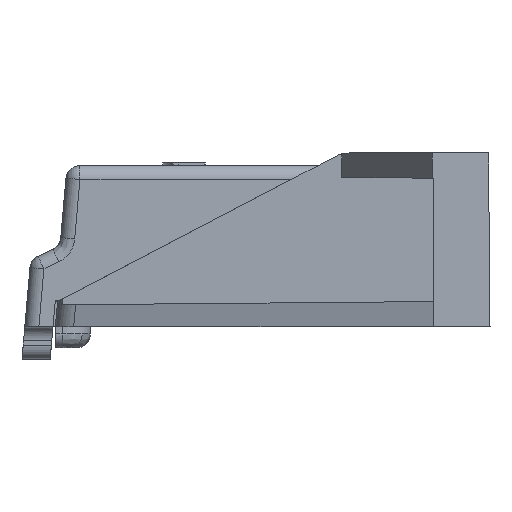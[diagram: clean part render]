
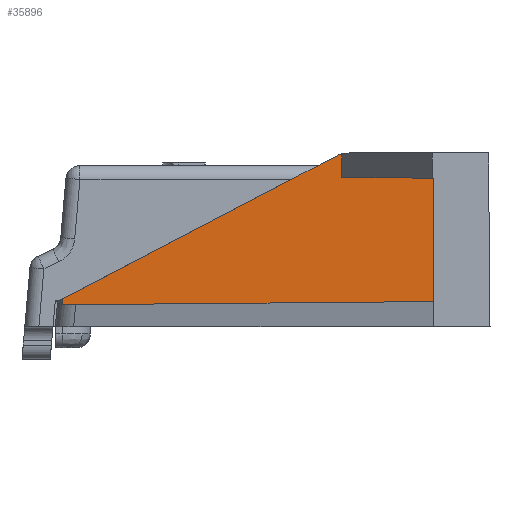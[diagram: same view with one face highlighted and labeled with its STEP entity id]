
A CAD part, left-side view. The second image highlights one B-rep face of the part: STEP entity #35896.
In plain terms, the highlighted planar face has unit normal (-1, 0.009, 0).
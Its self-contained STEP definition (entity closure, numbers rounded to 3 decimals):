
#858 = AXIS2_PLACEMENT_3D ( 'NONE', #28220, #8961, #37757 ) ;
#1167 = CARTESIAN_POINT ( 'NONE',  ( -40.949, 5.087, 9.744 ) ) ;
#2152 = VECTOR ( 'NONE', #37163, 1000. ) ;
#4378 = VERTEX_POINT ( 'NONE', #20745 ) ;
#4762 = CARTESIAN_POINT ( 'NONE',  ( -40.991, 0.308, 12.239 ) ) ;
#6079 = ORIENTED_EDGE ( 'NONE', *, *, #28573, .T. ) ;
#6528 = EDGE_CURVE ( 'NONE', #4378, #29333, #25746, .T. ) ;
#6792 = VERTEX_POINT ( 'NONE', #21466 ) ;
#6806 = VERTEX_POINT ( 'NONE', #18721 ) ;
#7419 = CARTESIAN_POINT ( 'NONE',  ( -40.819, 19.984, 1.569 ) ) ;
#8179 = EDGE_CURVE ( 'NONE', #23537, #18797, #17648, .T. ) ;
#8456 = DIRECTION ( 'NONE',  ( 0.009, 1., 0.009 ) ) ;
#8961 = DIRECTION ( 'NONE',  ( -1., 0.009, 0. ) ) ;
#9388 = CARTESIAN_POINT ( 'NONE',  ( -40.819, 19.984, 1.569 ) ) ;
#10304 = DIRECTION ( 'NONE',  ( 0., 0., -1. ) ) ;
#10892 = CARTESIAN_POINT ( 'NONE',  ( -40.993, 0.037, 12.329 ) ) ;
#11445 = EDGE_CURVE ( 'NONE', #34772, #29333, #33480, .T. ) ;
#11602 = CARTESIAN_POINT ( 'NONE',  ( -41.047, -6.142, 10.603 ) ) ;
#13488 = VECTOR ( 'NONE', #8456, 1000. ) ;
#13691 = CARTESIAN_POINT ( 'NONE',  ( -41.05, -6.5, 0. ) ) ;
#14168 = DIRECTION ( 'NONE',  ( -0.009, -1., 0.009 ) ) ;
#15649 = ORIENTED_EDGE ( 'NONE', *, *, #6528, .F. ) ;
#17636 = CARTESIAN_POINT ( 'NONE',  ( -40.989, 0.435, 12.173 ) ) ;
#17648 =( BOUNDED_CURVE ( )  B_SPLINE_CURVE ( 3, ( #10892, #33786, #4762, #17636 ),
 .UNSPECIFIED., .F., .T. ) 
 B_SPLINE_CURVE_WITH_KNOTS ( ( 4, 4 ),
 ( 4.979, 5.194 ),
 .UNSPECIFIED. ) 
 CURVE ( )  GEOMETRIC_REPRESENTATION_ITEM ( )  RATIONAL_B_SPLINE_CURVE ( ( 1., 0.996, 0.996, 1. ) ) 
 REPRESENTATION_ITEM ( '' )  );
#18047 = LINE ( 'NONE', #1167, #2152 ) ;
#18287 = ORIENTED_EDGE ( 'NONE', *, *, #33602, .T. ) ;
#18506 = CARTESIAN_POINT ( 'NONE',  ( -40.989, 0.435, 12.173 ) ) ;
#18721 = CARTESIAN_POINT ( 'NONE',  ( -40.819, 19.955, 1.98 ) ) ;
#18797 = VERTEX_POINT ( 'NONE', #18506 ) ;
#20745 = CARTESIAN_POINT ( 'NONE',  ( -41.05, -6.5, 10.6 ) ) ;
#20816 = ORIENTED_EDGE ( 'NONE', *, *, #30446, .T. ) ;
#21466 = CARTESIAN_POINT ( 'NONE',  ( -40.993, 0.037, 10.657 ) ) ;
#22437 = PLANE ( 'NONE',  #858 ) ;
#23474 = CARTESIAN_POINT ( 'NONE',  ( -41.047, -6.142, 1.797 ) ) ;
#23537 = VERTEX_POINT ( 'NONE', #30813 ) ;
#24136 = ORIENTED_EDGE ( 'NONE', *, *, #8179, .T. ) ;
#25746 = LINE ( 'NONE', #13691, #29143 ) ;
#26639 = EDGE_LOOP ( 'NONE', ( #33833, #24136, #18287, #6079, #28562, #15649, #20816 ) ) ;
#28220 = CARTESIAN_POINT ( 'NONE',  ( -41.05, -6.5, 0. ) ) ;
#28423 = FACE_OUTER_BOUND ( 'NONE', #26639, .T. ) ;
#28562 = ORIENTED_EDGE ( 'NONE', *, *, #11445, .T. ) ;
#28573 = EDGE_CURVE ( 'NONE', #6806, #34772, #31602, .T. ) ;
#28729 = VECTOR ( 'NONE', #14168, 1000. ) ;
#29143 = VECTOR ( 'NONE', #10304, 1000. ) ;
#29333 = VERTEX_POINT ( 'NONE', #37815 ) ;
#30446 = EDGE_CURVE ( 'NONE', #4378, #6792, #40646, .T. ) ;
#30813 = CARTESIAN_POINT ( 'NONE',  ( -40.993, 0.037, 12.329 ) ) ;
#31602 =( BOUNDED_CURVE ( )  B_SPLINE_CURVE ( 3, ( #36425, #37049, #39603, #7419 ),
 .UNSPECIFIED., .F., .F. ) 
 B_SPLINE_CURVE_WITH_KNOTS ( ( 4, 4 ),
 ( 2.161, 2.166 ),
 .UNSPECIFIED. ) 
 CURVE ( )  GEOMETRIC_REPRESENTATION_ITEM ( )  RATIONAL_B_SPLINE_CURVE ( ( 1., 1., 1., 1. ) ) 
 REPRESENTATION_ITEM ( '' )  );
#32099 = CARTESIAN_POINT ( 'NONE',  ( -40.993, 0.037, 10.6 ) ) ;
#32299 = LINE ( 'NONE', #32099, #34678 ) ;
#33480 = LINE ( 'NONE', #23474, #28729 ) ;
#33602 = EDGE_CURVE ( 'NONE', #18797, #6806, #18047, .T. ) ;
#33786 = CARTESIAN_POINT ( 'NONE',  ( -40.992, 0.175, 12.291 ) ) ;
#33833 = ORIENTED_EDGE ( 'NONE', *, *, #41045, .T. ) ;
#34678 = VECTOR ( 'NONE', #41834, 1000. ) ;
#34772 = VERTEX_POINT ( 'NONE', #9388 ) ;
#35896 = ADVANCED_FACE ( 'NONE', ( #28423 ), #22437, .T. ) ;
#36425 = CARTESIAN_POINT ( 'NONE',  ( -40.819, 19.955, 1.98 ) ) ;
#37049 = CARTESIAN_POINT ( 'NONE',  ( -40.819, 19.965, 1.843 ) ) ;
#37163 = DIRECTION ( 'NONE',  ( 0.008, 0.886, -0.463 ) ) ;
#37757 = DIRECTION ( 'NONE',  ( -0.009, -1., 0. ) ) ;
#37815 = CARTESIAN_POINT ( 'NONE',  ( -41.05, -6.5, 1.8 ) ) ;
#39603 = CARTESIAN_POINT ( 'NONE',  ( -40.819, 19.974, 1.706 ) ) ;
#40646 = LINE ( 'NONE', #11602, #13488 ) ;
#41045 = EDGE_CURVE ( 'NONE', #6792, #23537, #32299, .T. ) ;
#41834 = DIRECTION ( 'NONE',  ( 0., 0., 1. ) ) ;
